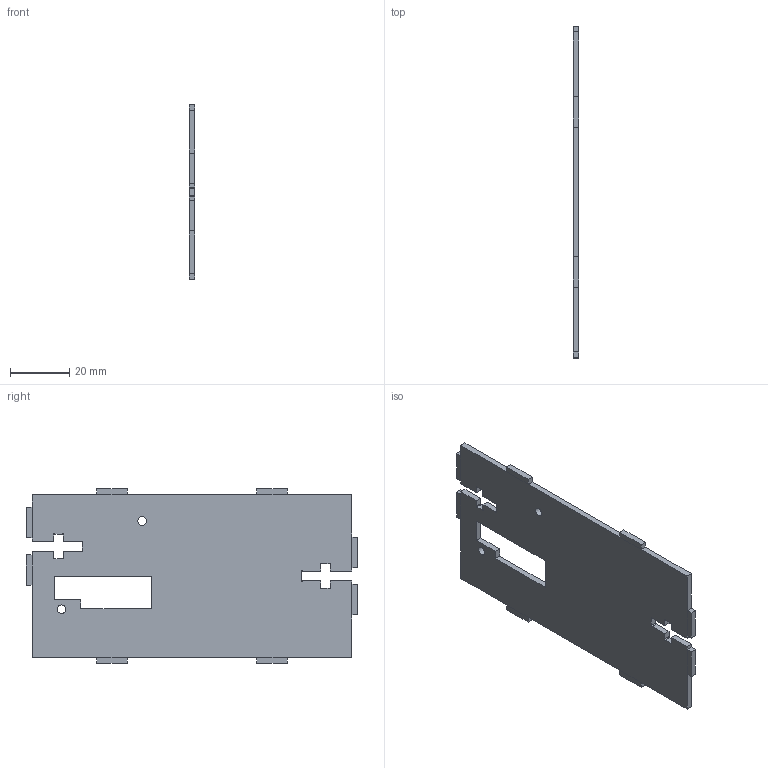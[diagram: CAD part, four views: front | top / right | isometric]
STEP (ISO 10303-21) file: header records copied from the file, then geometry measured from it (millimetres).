
FILE_DESCRIPTION(('FreeCAD Model'),'2;1');
FILE_NAME('back.step' ,'2020-12-14T10:28:53',('Author'),(''), 'Open CASCADE STEP processor 7.4','FreeCAD','Unknown');
FILE_SCHEMA(('AUTOMOTIVE_DESIGN { 1 0 10303 214 1 1 1 1 }'));
Length unit declared in the file: millimetre
Products named in the file (1): back_tab
Bounding box: 2 x 112 x 59 mm (x, y, z)
Volume: 11226.8 mm3; surface area: 12335.1 mm2
Topology: 1 solids, 1 shells, 102 faces, 268 edges, 168 vertices
Faces by surface type: plane 84, cylinder 18
Full cylindrical faces by diameter (mm): 2.9 x2
Entity records: 6674 total; most frequent: CARTESIAN_POINT 1315, DIRECTION 986, LINE 708, VECTOR 708, ORIENTED_EDGE 536, PCURVE 536, DEFINITIONAL_REPRESENTATION 536, EDGE_CURVE 268
